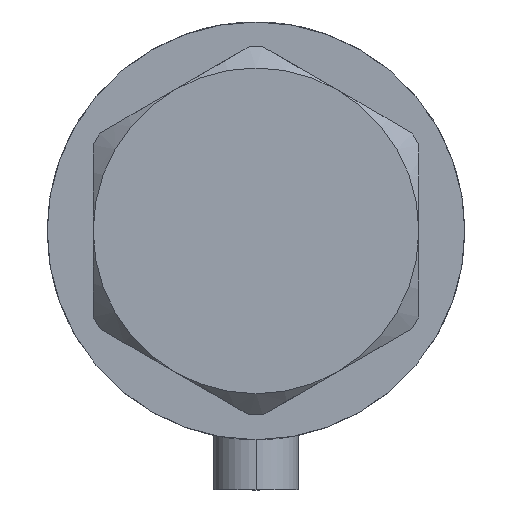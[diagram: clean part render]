
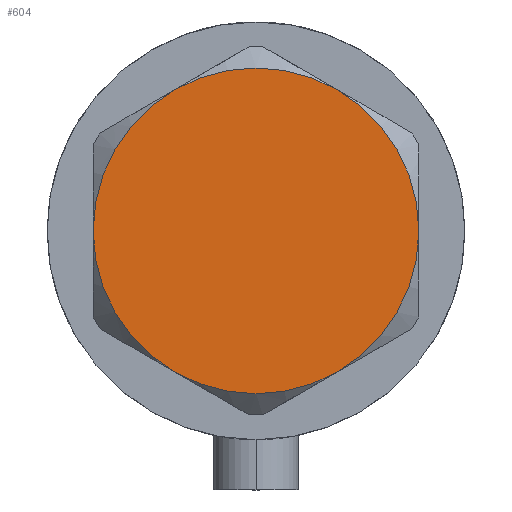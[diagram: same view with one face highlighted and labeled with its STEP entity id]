
A CAD part, left-side view. The second image highlights one B-rep face of the part: STEP entity #604.
In plain terms, the highlighted face is planar.
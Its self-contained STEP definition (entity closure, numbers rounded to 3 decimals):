
#46 = CARTESIAN_POINT ( 'NONE',  ( 0., 0., 13. ) ) ;
#202 = DIRECTION ( 'NONE',  ( 1., 0., 0. ) ) ;
#251 = VERTEX_POINT ( 'NONE', #849 ) ;
#293 = DIRECTION ( 'NONE',  ( 1., 0., 0. ) ) ;
#339 = CIRCLE ( 'NONE', #4351, 23. ) ;
#366 = DIRECTION ( 'NONE',  ( 1., 0., 0. ) ) ;
#460 = EDGE_CURVE ( 'NONE', #3424, #251, #339, .T. ) ;
#475 = AXIS2_PLACEMENT_3D ( 'NONE', #3681, #750, #366 ) ;
#488 = DIRECTION ( 'NONE',  ( 1., 0., 0. ) ) ;
#499 = ORIENTED_EDGE ( 'NONE', *, *, #3132, .T. ) ;
#604 = ADVANCED_FACE ( 'NONE', ( #2685 ), #3408, .T. ) ;
#638 = CARTESIAN_POINT ( 'NONE',  ( 11.5, 19.919, 13. ) ) ;
#649 = AXIS2_PLACEMENT_3D ( 'NONE', #46, #4113, #488 ) ;
#664 = VERTEX_POINT ( 'NONE', #1599 ) ;
#689 = EDGE_CURVE ( 'NONE', #762, #4626, #2117, .T. ) ;
#750 = DIRECTION ( 'NONE',  ( 0., 0., 1. ) ) ;
#762 = VERTEX_POINT ( 'NONE', #2461 ) ;
#784 = CARTESIAN_POINT ( 'NONE',  ( -11.5, 19.919, 13. ) ) ;
#849 = CARTESIAN_POINT ( 'NONE',  ( -23., 0., 13. ) ) ;
#1212 = CARTESIAN_POINT ( 'NONE',  ( 0., 0., 13. ) ) ;
#1256 = CARTESIAN_POINT ( 'NONE',  ( 0., 0., 13. ) ) ;
#1381 = DIRECTION ( 'NONE',  ( 0., 0., 1. ) ) ;
#1414 = CARTESIAN_POINT ( 'NONE',  ( 23., 0., 13. ) ) ;
#1503 = DIRECTION ( 'NONE',  ( 1., 0., 0. ) ) ;
#1523 = CIRCLE ( 'NONE', #3148, 23. ) ;
#1599 = CARTESIAN_POINT ( 'NONE',  ( -11.5, -19.919, 13. ) ) ;
#1778 = CIRCLE ( 'NONE', #3401, 23. ) ;
#1851 = VERTEX_POINT ( 'NONE', #638 ) ;
#1935 = CIRCLE ( 'NONE', #475, 23. ) ;
#1983 = DIRECTION ( 'NONE',  ( 1., 0., 0. ) ) ;
#2092 = ORIENTED_EDGE ( 'NONE', *, *, #3575, .T. ) ;
#2117 = CIRCLE ( 'NONE', #649, 23. ) ;
#2208 = EDGE_CURVE ( 'NONE', #251, #664, #4539, .T. ) ;
#2299 = EDGE_CURVE ( 'NONE', #1851, #3424, #1523, .T. ) ;
#2356 = CARTESIAN_POINT ( 'NONE',  ( 0., 0., 13. ) ) ;
#2400 = DIRECTION ( 'NONE',  ( 0., 0., 1. ) ) ;
#2461 = CARTESIAN_POINT ( 'NONE',  ( 11.5, -19.919, 13. ) ) ;
#2517 = CARTESIAN_POINT ( 'NONE',  ( 0., 0., 13. ) ) ;
#2561 = DIRECTION ( 'NONE',  ( 0., 0., 1. ) ) ;
#2685 = FACE_OUTER_BOUND ( 'NONE', #4332, .T. ) ;
#2790 = ORIENTED_EDGE ( 'NONE', *, *, #2208, .T. ) ;
#2858 = DIRECTION ( 'NONE',  ( 1., 0., 0. ) ) ;
#3132 = EDGE_CURVE ( 'NONE', #664, #762, #1778, .T. ) ;
#3148 = AXIS2_PLACEMENT_3D ( 'NONE', #4746, #1381, #2858 ) ;
#3401 = AXIS2_PLACEMENT_3D ( 'NONE', #1256, #4227, #1983 ) ;
#3408 = PLANE ( 'NONE',  #4673 ) ;
#3424 = VERTEX_POINT ( 'NONE', #784 ) ;
#3433 = DIRECTION ( 'NONE',  ( 0., 0., 1. ) ) ;
#3453 = AXIS2_PLACEMENT_3D ( 'NONE', #2356, #2400, #202 ) ;
#3573 = ORIENTED_EDGE ( 'NONE', *, *, #2299, .T. ) ;
#3575 = EDGE_CURVE ( 'NONE', #4626, #1851, #1935, .T. ) ;
#3681 = CARTESIAN_POINT ( 'NONE',  ( 0., 0., 13. ) ) ;
#4113 = DIRECTION ( 'NONE',  ( 0., 0., 1. ) ) ;
#4227 = DIRECTION ( 'NONE',  ( 0., 0., 1. ) ) ;
#4332 = EDGE_LOOP ( 'NONE', ( #4481, #2092, #3573, #4374, #2790, #499 ) ) ;
#4351 = AXIS2_PLACEMENT_3D ( 'NONE', #2517, #2561, #293 ) ;
#4374 = ORIENTED_EDGE ( 'NONE', *, *, #460, .T. ) ;
#4481 = ORIENTED_EDGE ( 'NONE', *, *, #689, .T. ) ;
#4539 = CIRCLE ( 'NONE', #3453, 23. ) ;
#4626 = VERTEX_POINT ( 'NONE', #1414 ) ;
#4673 = AXIS2_PLACEMENT_3D ( 'NONE', #1212, #3433, #1503 ) ;
#4746 = CARTESIAN_POINT ( 'NONE',  ( 0., 0., 13. ) ) ;
